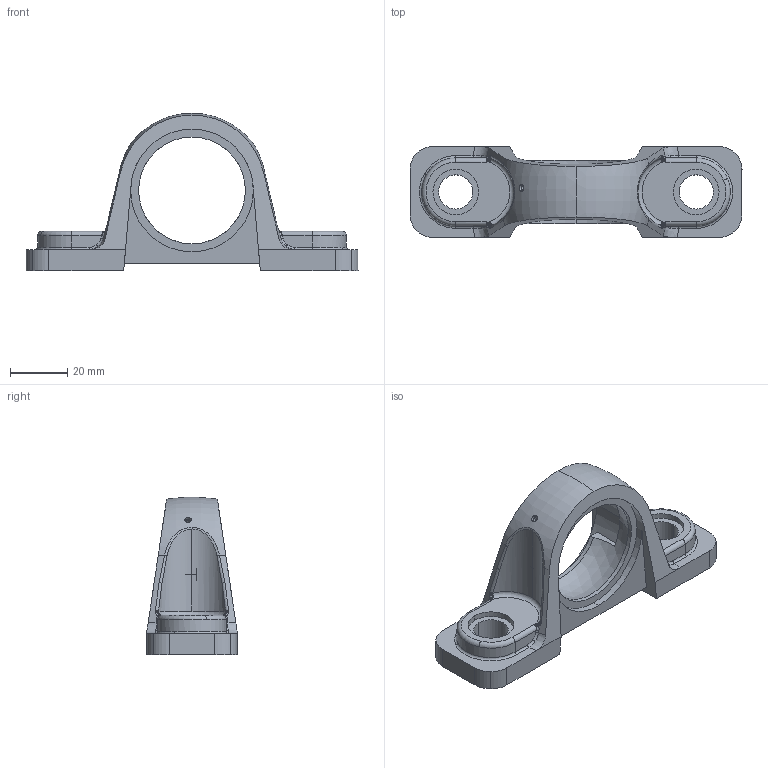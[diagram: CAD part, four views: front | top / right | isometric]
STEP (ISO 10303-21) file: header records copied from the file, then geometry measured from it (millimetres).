
FILE_DESCRIPTION(('STEP AP214'),'1');
FILE_NAME('bearing_housing.stp','2019-08-06T05:45:33',(' '),(' '),'Spatial InterOp 3D',' ',' ');
FILE_SCHEMA(('AUTOMOTIVE_DESIGN { 1 0 10303 214 1 1 1 1 }'));
Length unit declared in the file: metre
Products named in the file (2): bearing_housing; Base
Assembly tree (1 placements, depth 2):
  bearing_housing
    Base
Bounding box: 116 x 31.75 x 54.9 mm (x, y, z)
Volume: 43617.5 mm3; surface area: 16647.6 mm2
Topology: 1 solids, 1 shells, 188 faces, 483 edges, 300 vertices
Faces by surface type: torus 80, cylinder 50, plane 36, cone 16, bspline 4, sphere 2
Entity records: 8201 total; most frequent: CARTESIAN_POINT 3754, ORIENTED_EDGE 966, DIRECTION 888, EDGE_CURVE 483, AXIS2_PLACEMENT_3D 383, VERTEX_POINT 300, EDGE_LOOP 197, ADVANCED_FACE 188
